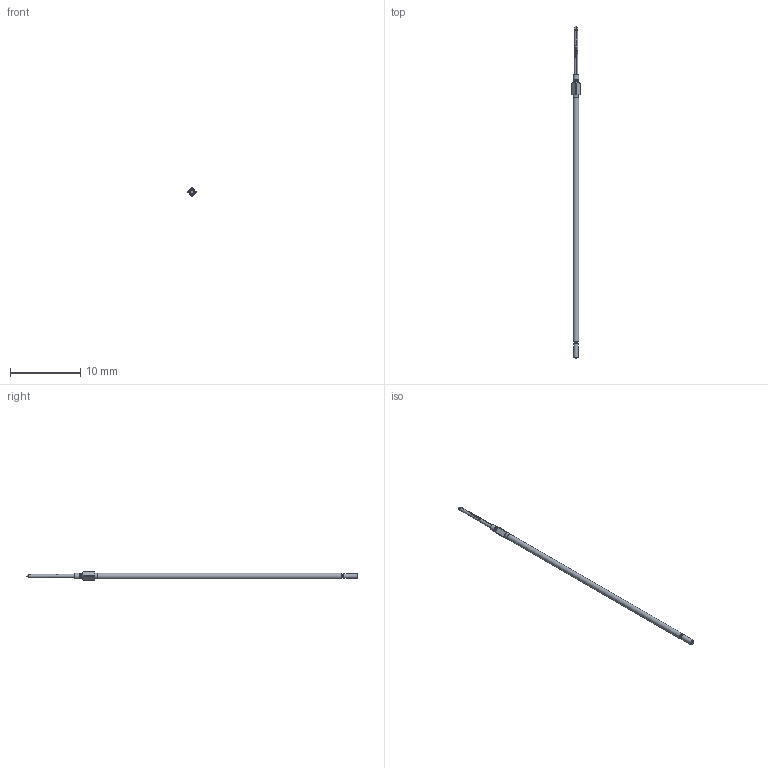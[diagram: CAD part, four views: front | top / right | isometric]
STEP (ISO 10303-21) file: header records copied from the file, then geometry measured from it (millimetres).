
FILE_DESCRIPTION (( 'STEP AP203' ), '1' );
FILE_NAME ('INGUN_GKS-050_297_050_A_xx03_M.STEP', '2025-03-18T13:27:27', ( '' ), ( '' ), 'SwSTEP 2.0', 'SolidWorks 2023', '' );
FILE_SCHEMA (( 'CONFIG_CONTROL_DESIGN' ));
Length unit declared in the file: millimetre
Products named in the file (1): INGUN_GKS-050_297_050_A_xx03_M
Bounding box: 1.15 x 47.3 x 1.15 mm (x, y, z)
Volume: 21.3 mm3; surface area: 112.9 mm2
Topology: 1 solids, 1 shells, 114 faces, 303 edges, 195 vertices
Faces by surface type: plane 52, cylinder 26, bspline 22, torus 8, cone 6
Entity records: 3878 total; most frequent: CARTESIAN_POINT 1133, ORIENTED_EDGE 606, DIRECTION 497, EDGE_CURVE 303, AXIS2_PLACEMENT_3D 197, VERTEX_POINT 195, EDGE_LOOP 118, FACE_OUTER_BOUND 114
